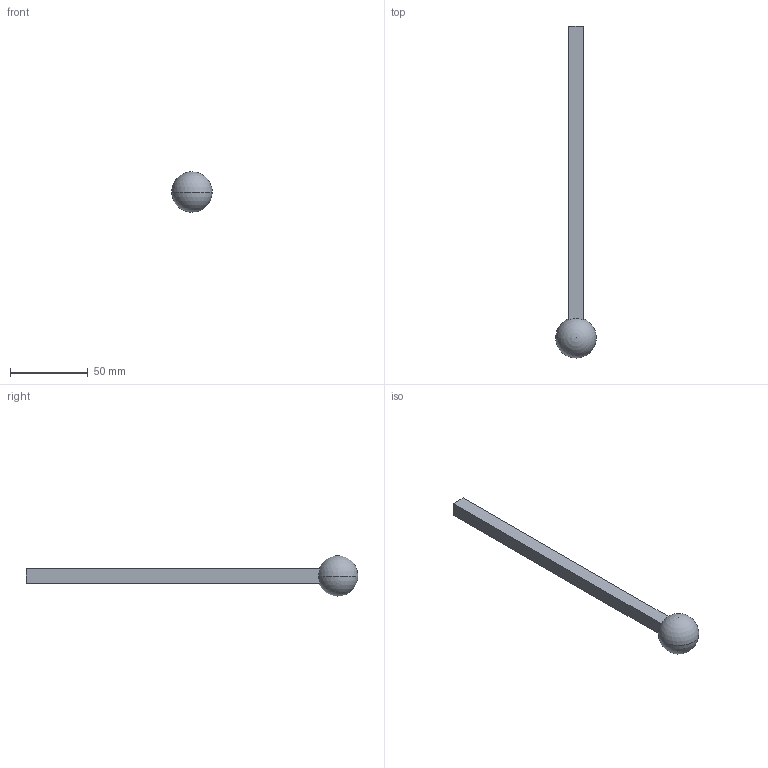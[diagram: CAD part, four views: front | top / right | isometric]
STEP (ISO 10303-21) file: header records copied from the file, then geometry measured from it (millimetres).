
FILE_DESCRIPTION (( 'STEP AP203' ), '1' );
FILE_NAME ('IP_Default_sldprt.STEP', '2025-10-24T18:06:07', ( '' ), ( '' ), 'SwSTEP 2.0', 'SolidWorks 2024', '' );
FILE_SCHEMA (( 'CONFIG_CONTROL_DESIGN' ));
Length unit declared in the file: millimetre
Products named in the file (1): IP_Default_sldprt
Bounding box: 26 x 213 x 26 mm (x, y, z)
Volume: 24393.1 mm3; surface area: 8891.3 mm2
Topology: 1 solids, 1 shells, 7 faces, 21 edges, 14 vertices
Faces by surface type: plane 5, sphere 2
Entity records: 283 total; most frequent: DIRECTION 40, CARTESIAN_POINT 35, ORIENTED_EDGE 32, EDGE_CURVE 16, AXIS2_PLACEMENT_3D 16, VERTEX_POINT 11, CIRCLE 8, PERSON_AND_ORGANIZATION 8
